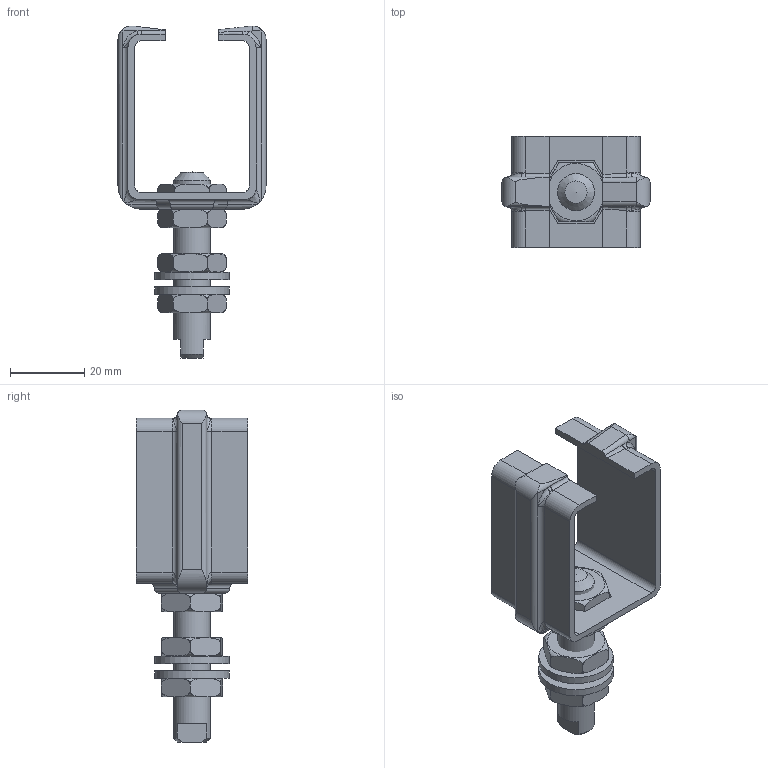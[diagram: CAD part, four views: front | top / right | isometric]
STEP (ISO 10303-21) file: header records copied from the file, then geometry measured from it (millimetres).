
FILE_DESCRIPTION(/* description */ (''),/* implementation_level */ '2;1');
FILE_NAME(/* name */ '3531.stp',/* time_stamp */ '2020-02-26T14:31:32+01:00',/* author */ ('DBARI'),/* organization */ (''),/* preprocessor_version */ 'ST-DEVELOPER v17.2',/* originating_system */ 'Autodesk Inventor 2019',/* authorisation */ '');
FILE_SCHEMA (('AUTOMOTIVE_DESIGN { 1 0 10303 214 3 1 1 }'));
Length unit declared in the file: millimetre
Products named in the file (5): 3531; 14973-A; 14464; 13581; 06010
Assembly tree (8 placements, depth 2):
  3531
    14973-A
    14464
    06010  x4
    13581  x2
Bounding box: 40 x 30 x 89.7 mm (x, y, z)
Volume: 17935.5 mm3; surface area: 15081.1 mm2
Topology: 8 solids, 8 shells, 168 faces, 443 edges, 287 vertices
Faces by surface type: plane 76, cylinder 62, bspline 14, torus 12, cone 4
Full cylindrical faces by diameter (mm): 8.376 x4, 10 x1, 10.1 x1, 10.4 x2, 20.1 x2
Entity records: 5340 total; most frequent: CARTESIAN_POINT 1979, ORIENTED_EDGE 676, DIRECTION 647, EDGE_CURVE 338, AXIS2_PLACEMENT_3D 243, VERTEX_POINT 216, LINE 161, VECTOR 161
